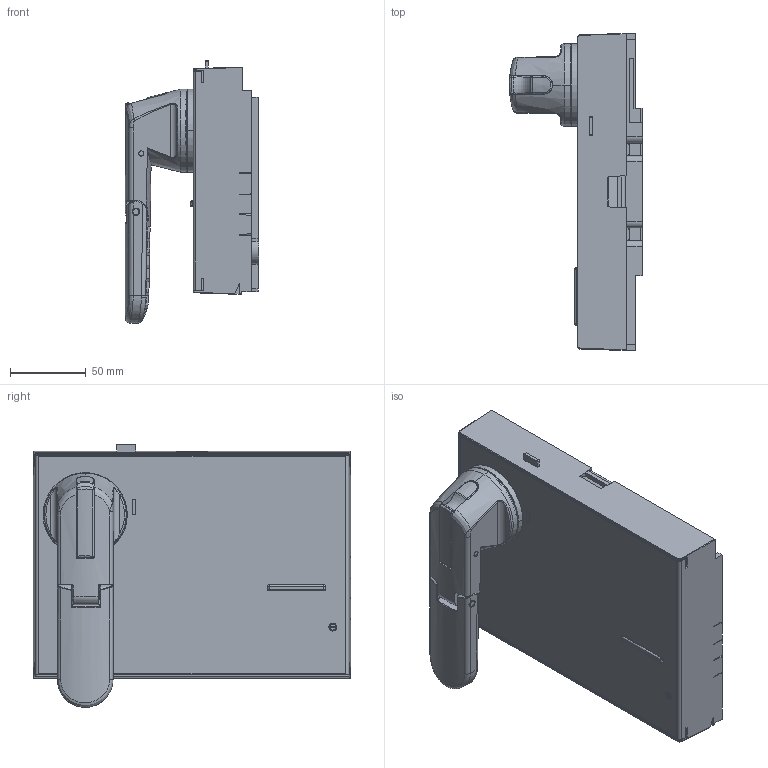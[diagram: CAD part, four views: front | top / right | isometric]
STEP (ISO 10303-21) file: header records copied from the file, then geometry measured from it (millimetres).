
FILE_DESCRIPTION((''),'2;1');
FILE_NAME('ASM0002_ASM','2019-06-05T',('ITSTCAR1'),(''),'CREO PARAMETRIC BY PTC INC, 2016050','CREO PARAMETRIC BY PTC INC, 2016050','');
FILE_SCHEMA(('AUTOMOTIVE_DESIGN { 1 0 10303 214 1 1 1 1 }'));
Products named in the file (3): MSBR-1; _1SDH002065A1253; ASM0002_ASM
Assembly tree (2 placements, depth 2):
  ASM0002_ASM
    MSBR-1
    _1SDH002065A1253
Bounding box: 88 x 209.56 x 173.43 mm (x, y, z)
Volume: 1149645.8 mm3; surface area: 132430.2 mm2
Topology: 1 solids, 4 shells, 1057 faces, 2924 edges, 1937 vertices
Faces by surface type: plane 700, cylinder 210, bspline 47, torus 44, extrusion 34, cone 13, sphere 8, revolution 1
Entity records: 46591 total; most frequent: CARTESIAN_POINT 18765, ORIENTED_EDGE 5793, DIRECTION 4953, EDGE_CURVE 2916, VECTOR 1990, LINE 1956, VERTEX_POINT 1937, AXIS2_PLACEMENT_3D 1481
